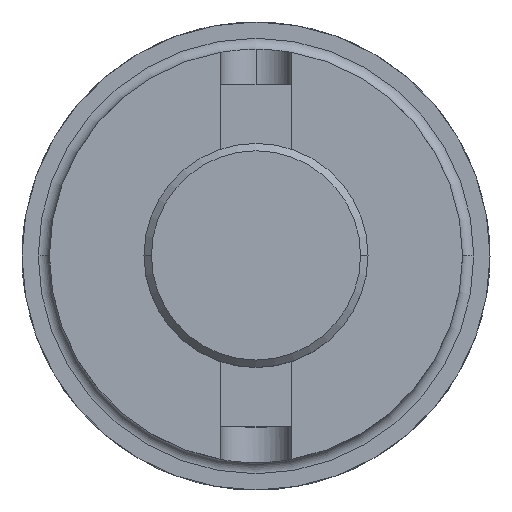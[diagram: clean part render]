
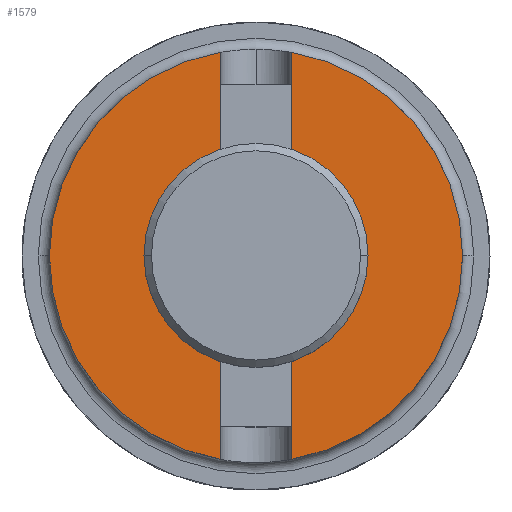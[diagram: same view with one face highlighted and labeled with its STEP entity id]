
A CAD part, top view. The second image highlights one B-rep face of the part: STEP entity #1579.
In plain terms, the highlighted planar face has unit normal (0, 0, 1).
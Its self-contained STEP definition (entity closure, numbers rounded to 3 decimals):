
#94 = VECTOR ( 'NONE', #640, 1000. ) ;
#115 = ORIENTED_EDGE ( 'NONE', *, *, #1500, .F. ) ;
#122 = VERTEX_POINT ( 'NONE', #131 ) ;
#131 = CARTESIAN_POINT ( 'NONE',  ( -4.762, -27.399, 45. ) ) ;
#135 = VERTEX_POINT ( 'NONE', #195 ) ;
#175 = AXIS2_PLACEMENT_3D ( 'NONE', #1545, #2041, #2251 ) ;
#195 = CARTESIAN_POINT ( 'NONE',  ( 12.7, 0., 45. ) ) ;
#205 = CARTESIAN_POINT ( 'NONE',  ( -4.762, -13.5, 45. ) ) ;
#218 = CARTESIAN_POINT ( 'NONE',  ( 0., 0., 45. ) ) ;
#231 = DIRECTION ( 'NONE',  ( 0., 0., -1. ) ) ;
#248 = VERTEX_POINT ( 'NONE', #1609 ) ;
#264 = VECTOR ( 'NONE', #2042, 1000. ) ;
#280 = AXIS2_PLACEMENT_3D ( 'NONE', #1751, #578, #1943 ) ;
#293 = CARTESIAN_POINT ( 'NONE',  ( -4.762, 27.81, 45. ) ) ;
#394 = DIRECTION ( 'NONE',  ( -1., 0., 0. ) ) ;
#411 = EDGE_CURVE ( 'NONE', #871, #697, #631, .T. ) ;
#430 = DIRECTION ( 'NONE',  ( -1., 0., 0. ) ) ;
#467 = CIRCLE ( 'NONE', #280, 27.81 ) ;
#511 = EDGE_CURVE ( 'NONE', #135, #1987, #972, .T. ) ;
#514 = AXIS2_PLACEMENT_3D ( 'NONE', #1383, #231, #1553 ) ;
#535 = EDGE_CURVE ( 'NONE', #1704, #2085, #2443, .T. ) ;
#561 = EDGE_LOOP ( 'NONE', ( #115, #1496, #1097, #594, #1045, #2304, #2147, #1482, #2037, #2142 ) ) ;
#578 = DIRECTION ( 'NONE',  ( 0., 0., -1. ) ) ;
#594 = ORIENTED_EDGE ( 'NONE', *, *, #2427, .F. ) ;
#631 = LINE ( 'NONE', #2306, #2128 ) ;
#640 = DIRECTION ( 'NONE',  ( 0., -1., 0. ) ) ;
#661 = CARTESIAN_POINT ( 'NONE',  ( -4.762, 13.5, 45. ) ) ;
#678 = CIRCLE ( 'NONE', #683, 27.81 ) ;
#683 = AXIS2_PLACEMENT_3D ( 'NONE', #2348, #999, #430 ) ;
#697 = VERTEX_POINT ( 'NONE', #2401 ) ;
#779 = CARTESIAN_POINT ( 'NONE',  ( 4.763, 27.81, 45. ) ) ;
#851 = VERTEX_POINT ( 'NONE', #1962 ) ;
#859 = CARTESIAN_POINT ( 'NONE',  ( 0., 0., 45. ) ) ;
#866 = DIRECTION ( 'NONE',  ( 1., 0., 0. ) ) ;
#871 = VERTEX_POINT ( 'NONE', #661 ) ;
#880 = CARTESIAN_POINT ( 'NONE',  ( -4.762, 27.81, 45. ) ) ;
#970 = LINE ( 'NONE', #779, #1322 ) ;
#972 = CIRCLE ( 'NONE', #175, 12.7 ) ;
#999 = DIRECTION ( 'NONE',  ( 0., 0., -1. ) ) ;
#1011 = CARTESIAN_POINT ( 'NONE',  ( 4.763, 27.399, 45. ) ) ;
#1033 = VERTEX_POINT ( 'NONE', #1011 ) ;
#1039 = EDGE_CURVE ( 'NONE', #1033, #1593, #678, .T. ) ;
#1045 = ORIENTED_EDGE ( 'NONE', *, *, #1039, .F. ) ;
#1067 = DIRECTION ( 'NONE',  ( -1., 0., 0. ) ) ;
#1079 = ORIENTED_EDGE ( 'NONE', *, *, #511, .T. ) ;
#1081 = CARTESIAN_POINT ( 'NONE',  ( 4.763, -27.399, 45. ) ) ;
#1097 = ORIENTED_EDGE ( 'NONE', *, *, #1852, .F. ) ;
#1134 = DIRECTION ( 'NONE',  ( 1., 0., 0. ) ) ;
#1159 = VERTEX_POINT ( 'NONE', #1081 ) ;
#1279 = AXIS2_PLACEMENT_3D ( 'NONE', #859, #2211, #1067 ) ;
#1289 = LINE ( 'NONE', #880, #264 ) ;
#1322 = VECTOR ( 'NONE', #1395, 1000. ) ;
#1335 = CARTESIAN_POINT ( 'NONE',  ( 0., 27.81, 45. ) ) ;
#1383 = CARTESIAN_POINT ( 'NONE',  ( 0., 0., 45. ) ) ;
#1392 = CIRCLE ( 'NONE', #514, 27.81 ) ;
#1395 = DIRECTION ( 'NONE',  ( 0., -1., 0. ) ) ;
#1409 = CIRCLE ( 'NONE', #1279, 12.7 ) ;
#1426 = CARTESIAN_POINT ( 'NONE',  ( 0., -13.5, 45. ) ) ;
#1482 = ORIENTED_EDGE ( 'NONE', *, *, #1869, .T. ) ;
#1496 = ORIENTED_EDGE ( 'NONE', *, *, #535, .F. ) ;
#1500 = EDGE_CURVE ( 'NONE', #2085, #122, #2232, .T. ) ;
#1538 = DIRECTION ( 'NONE',  ( 0., 0., -1. ) ) ;
#1545 = CARTESIAN_POINT ( 'NONE',  ( 0., 0., 45. ) ) ;
#1553 = DIRECTION ( 'NONE',  ( -1., 0., 0. ) ) ;
#1579 = ADVANCED_FACE ( 'NONE', ( #1889, #1942 ), #1989, .T. ) ;
#1593 = VERTEX_POINT ( 'NONE', #2180 ) ;
#1609 = CARTESIAN_POINT ( 'NONE',  ( -27.81, 0., 45. ) ) ;
#1619 = ORIENTED_EDGE ( 'NONE', *, *, #1766, .T. ) ;
#1620 = EDGE_CURVE ( 'NONE', #1033, #697, #970, .T. ) ;
#1704 = VERTEX_POINT ( 'NONE', #1795 ) ;
#1751 = CARTESIAN_POINT ( 'NONE',  ( 0., 0., 45. ) ) ;
#1766 = EDGE_CURVE ( 'NONE', #1987, #135, #1409, .T. ) ;
#1795 = CARTESIAN_POINT ( 'NONE',  ( 4.763, -13.5, 45. ) ) ;
#1797 = VECTOR ( 'NONE', #1857, 1000. ) ;
#1852 = EDGE_CURVE ( 'NONE', #1159, #1704, #2291, .T. ) ;
#1857 = DIRECTION ( 'NONE',  ( 0., 1., 0. ) ) ;
#1869 = EDGE_CURVE ( 'NONE', #871, #851, #1289, .T. ) ;
#1889 = FACE_OUTER_BOUND ( 'NONE', #561, .T. ) ;
#1942 = FACE_BOUND ( 'NONE', #2009, .T. ) ;
#1943 = DIRECTION ( 'NONE',  ( -1., 0., 0. ) ) ;
#1962 = CARTESIAN_POINT ( 'NONE',  ( -4.762, 27.399, 45. ) ) ;
#1987 = VERTEX_POINT ( 'NONE', #2088 ) ;
#1989 = PLANE ( 'NONE',  #2103 ) ;
#1999 = AXIS2_PLACEMENT_3D ( 'NONE', #218, #1538, #394 ) ;
#2009 = EDGE_LOOP ( 'NONE', ( #1619, #1079 ) ) ;
#2037 = ORIENTED_EDGE ( 'NONE', *, *, #2395, .F. ) ;
#2041 = DIRECTION ( 'NONE',  ( 0., 0., -1. ) ) ;
#2042 = DIRECTION ( 'NONE',  ( 0., 1., 0. ) ) ;
#2057 = VECTOR ( 'NONE', #2459, 1000. ) ;
#2085 = VERTEX_POINT ( 'NONE', #205 ) ;
#2088 = CARTESIAN_POINT ( 'NONE',  ( -12.7, 0., 45. ) ) ;
#2103 = AXIS2_PLACEMENT_3D ( 'NONE', #1335, #2276, #1134 ) ;
#2128 = VECTOR ( 'NONE', #866, 1000. ) ;
#2142 = ORIENTED_EDGE ( 'NONE', *, *, #2439, .F. ) ;
#2147 = ORIENTED_EDGE ( 'NONE', *, *, #411, .F. ) ;
#2180 = CARTESIAN_POINT ( 'NONE',  ( 27.81, 0., 45. ) ) ;
#2211 = DIRECTION ( 'NONE',  ( 0., 0., -1. ) ) ;
#2217 = CARTESIAN_POINT ( 'NONE',  ( 4.763, 27.81, 45. ) ) ;
#2232 = LINE ( 'NONE', #293, #94 ) ;
#2251 = DIRECTION ( 'NONE',  ( -1., 0., 0. ) ) ;
#2276 = DIRECTION ( 'NONE',  ( 0., 0., 1. ) ) ;
#2291 = LINE ( 'NONE', #2217, #1797 ) ;
#2304 = ORIENTED_EDGE ( 'NONE', *, *, #1620, .T. ) ;
#2306 = CARTESIAN_POINT ( 'NONE',  ( 0., 13.5, 45. ) ) ;
#2348 = CARTESIAN_POINT ( 'NONE',  ( 0., 0., 45. ) ) ;
#2395 = EDGE_CURVE ( 'NONE', #248, #851, #2450, .T. ) ;
#2401 = CARTESIAN_POINT ( 'NONE',  ( 4.763, 13.5, 45. ) ) ;
#2427 = EDGE_CURVE ( 'NONE', #1593, #1159, #467, .T. ) ;
#2439 = EDGE_CURVE ( 'NONE', #122, #248, #1392, .T. ) ;
#2443 = LINE ( 'NONE', #1426, #2057 ) ;
#2450 = CIRCLE ( 'NONE', #1999, 27.81 ) ;
#2459 = DIRECTION ( 'NONE',  ( -1., 0., 0. ) ) ;
